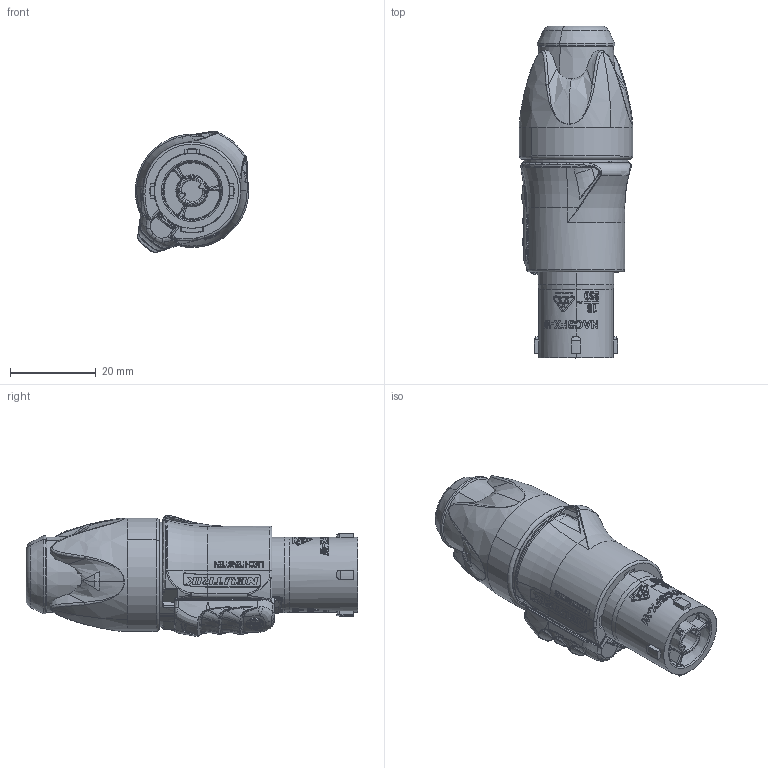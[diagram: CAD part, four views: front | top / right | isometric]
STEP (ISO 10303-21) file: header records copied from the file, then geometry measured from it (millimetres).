
FILE_DESCRIPTION((''),'2;1');
FILE_NAME('NAC3FX-W-TOP_SW0001','2019-01-21T',('odo'),(''),'CREO PARAMETRIC BY PTC INC, 2017020','CREO PARAMETRIC BY PTC INC, 2017020','');
FILE_SCHEMA(('CONFIG_CONTROL_DESIGN'));
Products named in the file (1): NAC3FX-W-TOP_SW0001
Bounding box: 26.48 x 77.6 x 28.3 mm (x, y, z)
Surface area: 8261.2 mm2 (no closed solid volume)
Topology: 0 solids, 3 shells, 2513 faces, 6637 edges, 4251 vertices
Faces by surface type: plane 854, extrusion 754, bspline 463, cylinder 284, cone 77, torus 60, sphere 21
Entity records: 106346 total; most frequent: CARTESIAN_POINT 50617, ORIENTED_EDGE 13274, DIRECTION 8385, EDGE_CURVE 6637, VERTEX_POINT 4251, B_SPLINE_CURVE_WITH_KNOTS 3613, VECTOR 3271, EDGE_LOOP 2638
